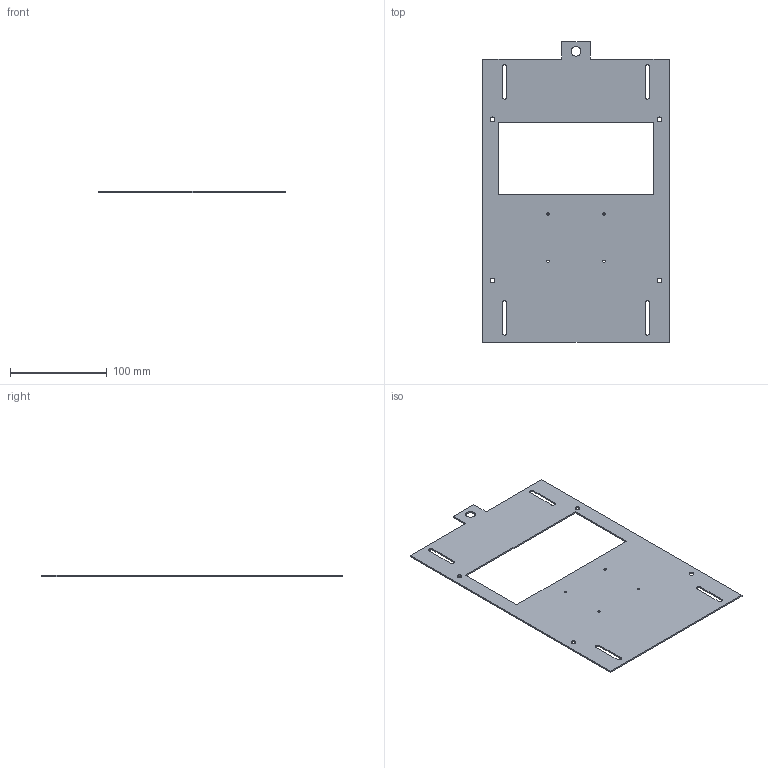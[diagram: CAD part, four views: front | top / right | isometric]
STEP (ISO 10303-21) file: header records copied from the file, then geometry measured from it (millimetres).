
FILE_DESCRIPTION(/* description */ (''),/* implementation_level */ '2;1');
FILE_NAME(/* name */ 'Innengehäuse.stp',/* time_stamp */ '2015-04-13T19:58:55+02:00',/* author */ ('ElMatinho'),/* organization */ (''),/* preprocessor_version */ 'ST-DEVELOPER v15.6',/* originating_system */ 'Autodesk Inventor 2015',/* authorisation */ '');
FILE_SCHEMA (('AUTOMOTIVE_DESIGN { 1 0 10303 214 3 1 1 }'));
Length unit declared in the file: millimetre
Products named in the file (1): Innengehäuse
Bounding box: 193 x 311.5 x 1.5 mm (x, y, z)
Volume: 66367.9 mm3; surface area: 91360.7 mm2
Topology: 1 solids, 1 shells, 39 faces, 111 edges, 74 vertices
Faces by surface type: plane 22, cylinder 17
Full cylindrical faces by diameter (mm): 2.5 x4, 5 x4, 10 x1
Entity records: 1314 total; most frequent: DIRECTION 216, CARTESIAN_POINT 216, ORIENTED_EDGE 204, EDGE_CURVE 102, EDGE_LOOP 76, VERTEX_POINT 74, AXIS2_PLACEMENT_3D 74, LINE 68
